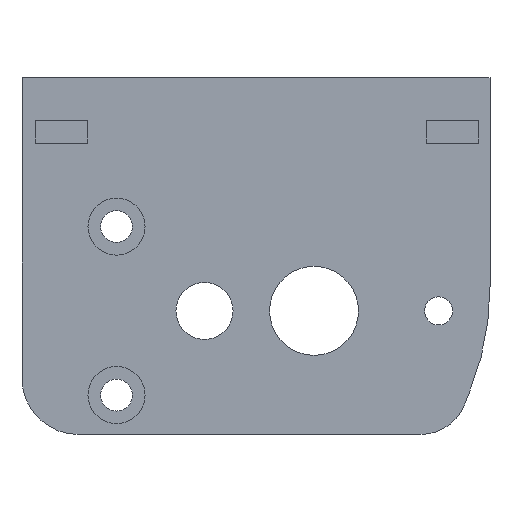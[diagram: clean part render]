
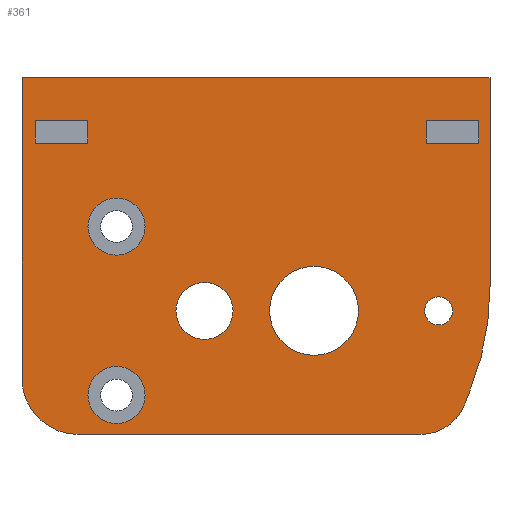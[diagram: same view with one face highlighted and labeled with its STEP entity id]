
A CAD part, left-side view. The second image highlights one B-rep face of the part: STEP entity #361.
In plain terms, the highlighted planar face has unit normal (-1, 0, 0).
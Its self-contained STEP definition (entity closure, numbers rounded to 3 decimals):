
#98 = EDGE_CURVE('',#99,#101,#103,.T.);
#99 = VERTEX_POINT('',#100);
#100 = CARTESIAN_POINT('',(11.6,-174.329,-39.489));
#101 = VERTEX_POINT('',#102);
#102 = CARTESIAN_POINT('',(11.6,-173.732,-40.982));
#103 = LINE('',#104,#105);
#104 = CARTESIAN_POINT('',(11.6,-176.876,-33.123));
#105 = VECTOR('',#106,1.);
#106 = DIRECTION('',(0.,0.371,-0.928));
#129 = EDGE_CURVE('',#130,#99,#132,.T.);
#130 = VERTEX_POINT('',#131);
#131 = CARTESIAN_POINT('',(11.6,-176.475,-28.348));
#132 = CIRCLE('',#133,30.);
#133 = AXIS2_PLACEMENT_3D('',#134,#135,#136);
#134 = CARTESIAN_POINT('',(11.6,-146.475,-28.348));
#135 = DIRECTION('',(1.,0.,-0.));
#136 = DIRECTION('',(0.,0.,1.));
#154 = EDGE_CURVE('',#101,#155,#157,.T.);
#155 = VERTEX_POINT('',#156);
#156 = CARTESIAN_POINT('',(11.6,-169.09,-44.125));
#157 = CIRCLE('',#158,5.);
#158 = AXIS2_PLACEMENT_3D('',#159,#160,#161);
#159 = CARTESIAN_POINT('',(11.6,-169.09,-39.125));
#160 = DIRECTION('',(1.,0.,-0.));
#161 = DIRECTION('',(0.,0.,1.));
#181 = VERTEX_POINT('',#182);
#182 = CARTESIAN_POINT('',(11.6,-176.475,-6.));
#188 = EDGE_CURVE('',#181,#130,#189,.T.);
#189 = LINE('',#190,#191);
#190 = CARTESIAN_POINT('',(11.6,-176.475,-6.));
#191 = VECTOR('',#192,1.);
#192 = DIRECTION('',(0.,0.,-1.));
#203 = EDGE_CURVE('',#204,#155,#206,.T.);
#204 = VERTEX_POINT('',#205);
#205 = CARTESIAN_POINT('',(11.6,-132.475,-44.125));
#206 = LINE('',#207,#208);
#207 = CARTESIAN_POINT('',(11.6,-147.475,-44.125));
#208 = VECTOR('',#209,1.);
#209 = DIRECTION('',(0.,-1.,0.));
#245 = EDGE_CURVE('',#246,#181,#248,.T.);
#246 = VERTEX_POINT('',#247);
#247 = CARTESIAN_POINT('',(11.6,-126.475,-6.));
#248 = LINE('',#249,#250);
#249 = CARTESIAN_POINT('',(11.6,-126.475,-6.));
#250 = VECTOR('',#251,1.);
#251 = DIRECTION('',(0.,-1.,0.));
#340 = EDGE_CURVE('',#341,#341,#343,.T.);
#341 = VERTEX_POINT('',#342);
#342 = CARTESIAN_POINT('',(11.6,-172.475,-30.925));
#343 = CIRCLE('',#344,1.5);
#344 = AXIS2_PLACEMENT_3D('',#345,#346,#347);
#345 = CARTESIAN_POINT('',(11.6,-170.975,-30.925));
#346 = DIRECTION('',(-1.,0.,0.));
#347 = DIRECTION('',(0.,-1.,0.));
#361 = ADVANCED_FACE('',(#362,#385,#396,#407,#418,#421,#432,#466),#500,
  .T.);
#362 = FACE_BOUND('',#363,.T.);
#363 = EDGE_LOOP('',(#364,#365,#366,#367,#368,#369,#370,#378));
#364 = ORIENTED_EDGE('',*,*,#203,.T.);
#365 = ORIENTED_EDGE('',*,*,#154,.F.);
#366 = ORIENTED_EDGE('',*,*,#98,.F.);
#367 = ORIENTED_EDGE('',*,*,#129,.F.);
#368 = ORIENTED_EDGE('',*,*,#188,.F.);
#369 = ORIENTED_EDGE('',*,*,#245,.F.);
#370 = ORIENTED_EDGE('',*,*,#371,.T.);
#371 = EDGE_CURVE('',#246,#372,#374,.T.);
#372 = VERTEX_POINT('',#373);
#373 = CARTESIAN_POINT('',(11.6,-126.475,-38.125));
#374 = LINE('',#375,#376);
#375 = CARTESIAN_POINT('',(11.6,-126.475,-6.));
#376 = VECTOR('',#377,1.);
#377 = DIRECTION('',(0.,0.,-1.));
#378 = ORIENTED_EDGE('',*,*,#379,.T.);
#379 = EDGE_CURVE('',#372,#204,#380,.T.);
#380 = CIRCLE('',#381,6.);
#381 = AXIS2_PLACEMENT_3D('',#382,#383,#384);
#382 = CARTESIAN_POINT('',(11.6,-132.475,-38.125));
#383 = DIRECTION('',(-1.,0.,0.));
#384 = DIRECTION('',(0.,0.,-1.));
#385 = FACE_BOUND('',#386,.T.);
#386 = EDGE_LOOP('',(#387));
#387 = ORIENTED_EDGE('',*,*,#388,.F.);
#388 = EDGE_CURVE('',#389,#389,#391,.T.);
#389 = VERTEX_POINT('',#390);
#390 = CARTESIAN_POINT('',(11.6,-136.575,-36.875));
#391 = CIRCLE('',#392,3.05);
#392 = AXIS2_PLACEMENT_3D('',#393,#394,#395);
#393 = CARTESIAN_POINT('',(11.6,-136.575,-39.925));
#394 = DIRECTION('',(-1.,0.,0.));
#395 = DIRECTION('',(0.,0.,1.));
#396 = FACE_BOUND('',#397,.T.);
#397 = EDGE_LOOP('',(#398));
#398 = ORIENTED_EDGE('',*,*,#399,.F.);
#399 = EDGE_CURVE('',#400,#400,#402,.T.);
#400 = VERTEX_POINT('',#401);
#401 = CARTESIAN_POINT('',(11.6,-149.025,-30.925));
#402 = CIRCLE('',#403,3.05);
#403 = AXIS2_PLACEMENT_3D('',#404,#405,#406);
#404 = CARTESIAN_POINT('',(11.6,-145.975,-30.925));
#405 = DIRECTION('',(-1.,0.,0.));
#406 = DIRECTION('',(0.,-1.,0.));
#407 = FACE_BOUND('',#408,.T.);
#408 = EDGE_LOOP('',(#409));
#409 = ORIENTED_EDGE('',*,*,#410,.F.);
#410 = EDGE_CURVE('',#411,#411,#413,.T.);
#411 = VERTEX_POINT('',#412);
#412 = CARTESIAN_POINT('',(11.6,-162.425,-30.925));
#413 = CIRCLE('',#414,4.75);
#414 = AXIS2_PLACEMENT_3D('',#415,#416,#417);
#415 = CARTESIAN_POINT('',(11.6,-157.675,-30.925));
#416 = DIRECTION('',(-1.,0.,0.));
#417 = DIRECTION('',(0.,-1.,0.));
#418 = FACE_BOUND('',#419,.T.);
#419 = EDGE_LOOP('',(#420));
#420 = ORIENTED_EDGE('',*,*,#340,.F.);
#421 = FACE_BOUND('',#422,.T.);
#422 = EDGE_LOOP('',(#423));
#423 = ORIENTED_EDGE('',*,*,#424,.F.);
#424 = EDGE_CURVE('',#425,#425,#427,.T.);
#425 = VERTEX_POINT('',#426);
#426 = CARTESIAN_POINT('',(11.6,-136.575,-18.875));
#427 = CIRCLE('',#428,3.05);
#428 = AXIS2_PLACEMENT_3D('',#429,#430,#431);
#429 = CARTESIAN_POINT('',(11.6,-136.575,-21.925));
#430 = DIRECTION('',(-1.,0.,0.));
#431 = DIRECTION('',(0.,0.,1.));
#432 = FACE_BOUND('',#433,.T.);
#433 = EDGE_LOOP('',(#434,#444,#452,#460));
#434 = ORIENTED_EDGE('',*,*,#435,.F.);
#435 = EDGE_CURVE('',#436,#438,#440,.T.);
#436 = VERTEX_POINT('',#437);
#437 = CARTESIAN_POINT('',(11.6,-133.475,-13.));
#438 = VERTEX_POINT('',#439);
#439 = CARTESIAN_POINT('',(11.6,-133.475,-10.6));
#440 = LINE('',#441,#442);
#441 = CARTESIAN_POINT('',(11.6,-133.475,-13.));
#442 = VECTOR('',#443,1.);
#443 = DIRECTION('',(0.,0.,1.));
#444 = ORIENTED_EDGE('',*,*,#445,.T.);
#445 = EDGE_CURVE('',#436,#446,#448,.T.);
#446 = VERTEX_POINT('',#447);
#447 = CARTESIAN_POINT('',(11.6,-127.875,-13.));
#448 = LINE('',#449,#450);
#449 = CARTESIAN_POINT('',(11.6,-133.475,-13.));
#450 = VECTOR('',#451,1.);
#451 = DIRECTION('',(0.,1.,0.));
#452 = ORIENTED_EDGE('',*,*,#453,.T.);
#453 = EDGE_CURVE('',#446,#454,#456,.T.);
#454 = VERTEX_POINT('',#455);
#455 = CARTESIAN_POINT('',(11.6,-127.875,-10.6));
#456 = LINE('',#457,#458);
#457 = CARTESIAN_POINT('',(11.6,-127.875,-13.));
#458 = VECTOR('',#459,1.);
#459 = DIRECTION('',(0.,0.,1.));
#460 = ORIENTED_EDGE('',*,*,#461,.F.);
#461 = EDGE_CURVE('',#438,#454,#462,.T.);
#462 = LINE('',#463,#464);
#463 = CARTESIAN_POINT('',(11.6,-133.475,-10.6));
#464 = VECTOR('',#465,1.);
#465 = DIRECTION('',(0.,1.,0.));
#466 = FACE_BOUND('',#467,.T.);
#467 = EDGE_LOOP('',(#468,#478,#486,#494));
#468 = ORIENTED_EDGE('',*,*,#469,.F.);
#469 = EDGE_CURVE('',#470,#472,#474,.T.);
#470 = VERTEX_POINT('',#471);
#471 = CARTESIAN_POINT('',(11.6,-175.275,-13.));
#472 = VERTEX_POINT('',#473);
#473 = CARTESIAN_POINT('',(11.6,-175.275,-10.6));
#474 = LINE('',#475,#476);
#475 = CARTESIAN_POINT('',(11.6,-175.275,-13.));
#476 = VECTOR('',#477,1.);
#477 = DIRECTION('',(0.,0.,1.));
#478 = ORIENTED_EDGE('',*,*,#479,.T.);
#479 = EDGE_CURVE('',#470,#480,#482,.T.);
#480 = VERTEX_POINT('',#481);
#481 = CARTESIAN_POINT('',(11.6,-169.675,-13.));
#482 = LINE('',#483,#484);
#483 = CARTESIAN_POINT('',(11.6,-175.275,-13.));
#484 = VECTOR('',#485,1.);
#485 = DIRECTION('',(0.,1.,0.));
#486 = ORIENTED_EDGE('',*,*,#487,.T.);
#487 = EDGE_CURVE('',#480,#488,#490,.T.);
#488 = VERTEX_POINT('',#489);
#489 = CARTESIAN_POINT('',(11.6,-169.675,-10.6));
#490 = LINE('',#491,#492);
#491 = CARTESIAN_POINT('',(11.6,-169.675,-13.));
#492 = VECTOR('',#493,1.);
#493 = DIRECTION('',(0.,0.,1.));
#494 = ORIENTED_EDGE('',*,*,#495,.F.);
#495 = EDGE_CURVE('',#472,#488,#496,.T.);
#496 = LINE('',#497,#498);
#497 = CARTESIAN_POINT('',(11.6,-175.275,-10.6));
#498 = VECTOR('',#499,1.);
#499 = DIRECTION('',(0.,1.,0.));
#500 = PLANE('',#501);
#501 = AXIS2_PLACEMENT_3D('',#502,#503,#504);
#502 = CARTESIAN_POINT('',(11.6,-126.475,-6.));
#503 = DIRECTION('',(-1.,-0.,-0.));
#504 = DIRECTION('',(0.,-1.,0.));
